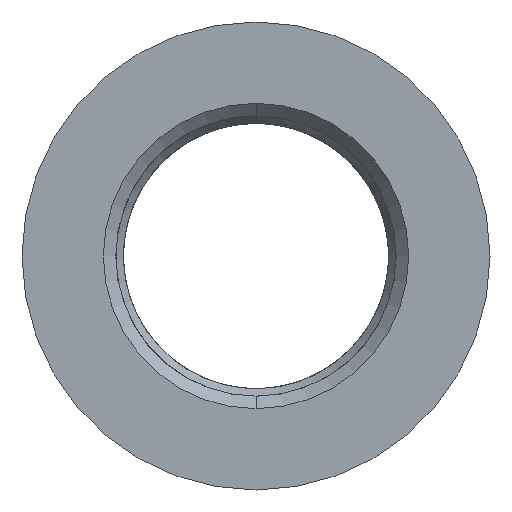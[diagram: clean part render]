
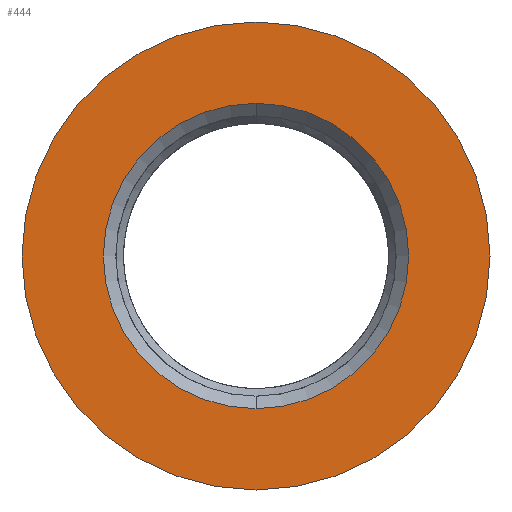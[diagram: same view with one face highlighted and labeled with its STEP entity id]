
A CAD part, front view. The second image highlights one B-rep face of the part: STEP entity #444.
In plain terms, the highlighted planar face has unit normal (0, -1, 0).
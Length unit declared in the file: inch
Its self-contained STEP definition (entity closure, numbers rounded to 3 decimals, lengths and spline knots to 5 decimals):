
#443 = EDGE_CURVE ( 'NONE', #751, #758, #2702, .T. ) ;
#444 = ADVANCED_FACE ( 'NONE', ( #2698, #2697 ), #2696, .T. ) ;
#445 = EDGE_LOOP ( 'NONE', ( #446, #501 ) ) ;
#446 = ORIENTED_EDGE ( 'NONE', *, *, #805, .T. ) ;
#447 = EDGE_LOOP ( 'NONE', ( #503, #504 ) ) ;
#501 = ORIENTED_EDGE ( 'NONE', *, *, #502, .T. ) ;
#502 = EDGE_CURVE ( 'NONE', #803, #806, #3205, .T. ) ;
#503 = ORIENTED_EDGE ( 'NONE', *, *, #443, .F. ) ;
#504 = ORIENTED_EDGE ( 'NONE', *, *, #755, .F. ) ;
#751 = VERTEX_POINT ( 'NONE', #4771 ) ;
#755 = EDGE_CURVE ( 'NONE', #758, #751, #4766, .T. ) ;
#758 = VERTEX_POINT ( 'NONE', #4753 ) ;
#803 = VERTEX_POINT ( 'NONE', #4878 ) ;
#805 = EDGE_CURVE ( 'NONE', #806, #803, #4877, .T. ) ;
#806 = VERTEX_POINT ( 'NONE', #4872 ) ;
#2692 = DIRECTION ( 'NONE',  ( 0., 0., -1. ) ) ;
#2693 = DIRECTION ( 'NONE',  ( 0., -1., 0. ) ) ;
#2694 = CARTESIAN_POINT ( 'NONE',  ( 0.061, 0., 0. ) ) ;
#2695 = AXIS2_PLACEMENT_3D ( 'NONE', #2694, #2693, #2692 ) ;
#2696 = PLANE ( 'NONE',  #2695 ) ;
#2697 = FACE_BOUND ( 'NONE', #447, .T. ) ;
#2698 = FACE_OUTER_BOUND ( 'NONE', #445, .T. ) ;
#2699 = DIRECTION ( 'NONE',  ( 0., 0., -1. ) ) ;
#2700 = DIRECTION ( 'NONE',  ( 0., -1., 0. ) ) ;
#2701 = AXIS2_PLACEMENT_3D ( 'NONE', #2707, #2700, #2699 ) ;
#2702 = CIRCLE ( 'NONE', #2701, 0.061 ) ;
#2707 = CARTESIAN_POINT ( 'NONE',  ( 0., 0., 0. ) ) ;
#3201 = DIRECTION ( 'NONE',  ( 0., 0., -1. ) ) ;
#3202 = DIRECTION ( 'NONE',  ( 0., -1., 0. ) ) ;
#3203 = CARTESIAN_POINT ( 'NONE',  ( 0., 0., 0. ) ) ;
#3204 = AXIS2_PLACEMENT_3D ( 'NONE', #3203, #3202, #3201 ) ;
#3205 = CIRCLE ( 'NONE', #3204, 0.0935 ) ;
#4753 = CARTESIAN_POINT ( 'NONE',  ( 0., 0., 0.061 ) ) ;
#4762 = DIRECTION ( 'NONE',  ( 0., 0., -1. ) ) ;
#4763 = DIRECTION ( 'NONE',  ( 0., -1., 0. ) ) ;
#4764 = CARTESIAN_POINT ( 'NONE',  ( 0., 0., 0. ) ) ;
#4765 = AXIS2_PLACEMENT_3D ( 'NONE', #4764, #4763, #4762 ) ;
#4766 = CIRCLE ( 'NONE', #4765, 0.061 ) ;
#4771 = CARTESIAN_POINT ( 'NONE',  ( 0., 0., -0.061 ) ) ;
#4872 = CARTESIAN_POINT ( 'NONE',  ( 0., 0., -0.0935 ) ) ;
#4873 = DIRECTION ( 'NONE',  ( 0., 0., -1. ) ) ;
#4874 = DIRECTION ( 'NONE',  ( 0., -1., 0. ) ) ;
#4875 = CARTESIAN_POINT ( 'NONE',  ( 0., 0., 0. ) ) ;
#4876 = AXIS2_PLACEMENT_3D ( 'NONE', #4875, #4874, #4873 ) ;
#4877 = CIRCLE ( 'NONE', #4876, 0.0935 ) ;
#4878 = CARTESIAN_POINT ( 'NONE',  ( 0., 0., 0.0935 ) ) ;
